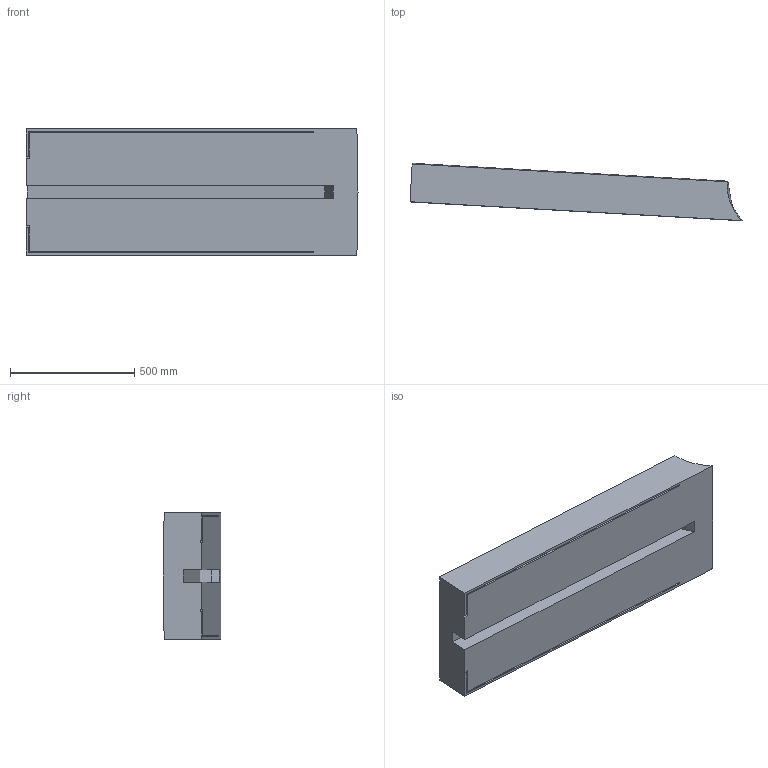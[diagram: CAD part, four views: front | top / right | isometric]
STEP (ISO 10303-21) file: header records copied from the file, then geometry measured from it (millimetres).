
FILE_DESCRIPTION(/* description */ (''),/* implementation_level */ '2;1');
FILE_NAME(/* name */ 'Swoop Top - 4.step',/* time_stamp */ '2022-09-28T16:46:16-05:00',/* author */ (''),/* organization */ (''),/* preprocessor_version */ 'ST-DEVELOPER v19',/* originating_system */ 'Autodesk Translation Framework v11.7.0.108',/* authorisation */ '');
FILE_SCHEMA (('AUTOMOTIVE_DESIGN { 1 0 10303 214 3 1 1 }'));
Length unit declared in the file: inch
Products named in the file (1): Swoop Top - 4
Bounding box: 1336.4 x 230.91 x 508 mm (x, y, z)
Volume: 96250069.2 mm3; surface area: 2099616.6 mm2
Topology: 1 solids, 1 shells, 33 faces, 89 edges, 58 vertices
Faces by surface type: plane 28, bspline 5
Entity records: 1160 total; most frequent: CARTESIAN_POINT 332, ORIENTED_EDGE 178, DIRECTION 137, EDGE_CURVE 89, LINE 75, VECTOR 75, VERTEX_POINT 58, FACE_OUTER_BOUND 33
